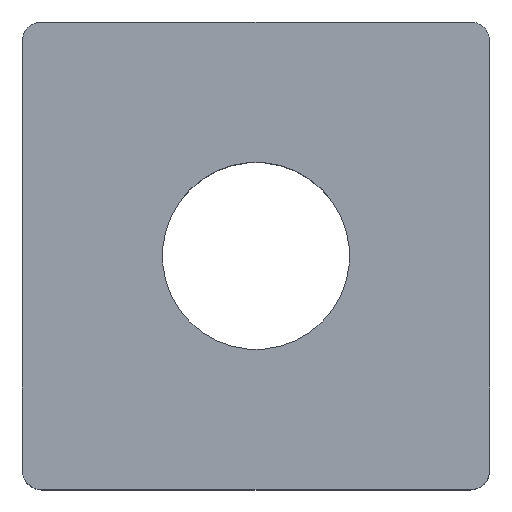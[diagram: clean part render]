
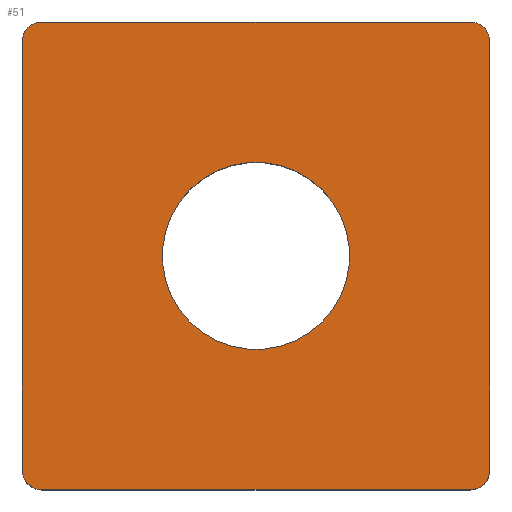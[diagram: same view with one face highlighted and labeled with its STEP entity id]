
A CAD part, top view. The second image highlights one B-rep face of the part: STEP entity #51.
In plain terms, the highlighted planar face has unit normal (0, 0, 1).
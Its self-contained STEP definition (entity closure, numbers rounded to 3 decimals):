
#51=ADVANCED_FACE('',(#69,#70),#63,.T.);
#63=PLANE('',#376);
#69=FACE_BOUND('',#73,.T.);
#70=FACE_BOUND('',#74,.T.);
#73=EDGE_LOOP('',(#87,#88,#89,#90,#91,#92,#93,#94,#95,#96));
#74=EDGE_LOOP('',(#97,#98));
#87=ORIENTED_EDGE('',*,*,#179,.F.);
#88=ORIENTED_EDGE('',*,*,#180,.F.);
#89=ORIENTED_EDGE('',*,*,#181,.F.);
#90=ORIENTED_EDGE('',*,*,#182,.F.);
#91=ORIENTED_EDGE('',*,*,#183,.F.);
#92=ORIENTED_EDGE('',*,*,#184,.F.);
#93=ORIENTED_EDGE('',*,*,#185,.F.);
#94=ORIENTED_EDGE('',*,*,#186,.F.);
#95=ORIENTED_EDGE('',*,*,#187,.F.);
#96=ORIENTED_EDGE('',*,*,#188,.F.);
#97=ORIENTED_EDGE('',*,*,#189,.F.);
#98=ORIENTED_EDGE('',*,*,#190,.F.);
#155=VERTEX_POINT('',#511);
#156=VERTEX_POINT('',#512);
#157=VERTEX_POINT('',#514);
#158=VERTEX_POINT('',#516);
#159=VERTEX_POINT('',#518);
#160=VERTEX_POINT('',#520);
#161=VERTEX_POINT('',#522);
#162=VERTEX_POINT('',#524);
#163=VERTEX_POINT('',#526);
#164=VERTEX_POINT('',#528);
#165=VERTEX_POINT('',#531);
#166=VERTEX_POINT('',#532);
#179=EDGE_CURVE('',#155,#156,#277,.T.);
#180=EDGE_CURVE('',#157,#155,#221,.T.);
#181=EDGE_CURVE('',#158,#157,#278,.T.);
#182=EDGE_CURVE('',#159,#158,#222,.T.);
#183=EDGE_CURVE('',#160,#159,#223,.T.);
#184=EDGE_CURVE('',#161,#160,#279,.T.);
#185=EDGE_CURVE('',#162,#161,#224,.T.);
#186=EDGE_CURVE('',#163,#162,#280,.T.);
#187=EDGE_CURVE('',#164,#163,#225,.T.);
#188=EDGE_CURVE('',#156,#164,#226,.T.);
#189=EDGE_CURVE('',#165,#166,#227,.T.);
#190=EDGE_CURVE('',#166,#165,#228,.T.);
#221=CIRCLE('',#368,0.4);
#222=CIRCLE('',#369,0.4);
#223=CIRCLE('',#370,0.4);
#224=CIRCLE('',#371,0.4);
#225=CIRCLE('',#372,0.4);
#226=CIRCLE('',#373,0.4);
#227=CIRCLE('',#374,1.905);
#228=CIRCLE('',#375,1.905);
#277=LINE('',#510,#299);
#278=LINE('',#515,#300);
#279=LINE('',#521,#301);
#280=LINE('',#525,#302);
#299=VECTOR('',#420,1.);
#300=VECTOR('',#423,1.);
#301=VECTOR('',#428,1.);
#302=VECTOR('',#431,1.);
#368=AXIS2_PLACEMENT_3D('',#513,#421,#422);
#369=AXIS2_PLACEMENT_3D('',#517,#424,#425);
#370=AXIS2_PLACEMENT_3D('',#519,#426,#427);
#371=AXIS2_PLACEMENT_3D('',#523,#429,#430);
#372=AXIS2_PLACEMENT_3D('',#527,#432,#433);
#373=AXIS2_PLACEMENT_3D('',#529,#434,#435);
#374=AXIS2_PLACEMENT_3D('',#530,#436,#437);
#375=AXIS2_PLACEMENT_3D('',#533,#438,#439);
#376=AXIS2_PLACEMENT_3D('',#534,#440,#441);
#420=DIRECTION('',(1.,0.,0.));
#421=DIRECTION('',(0.,0.,-1.));
#422=DIRECTION('',(-1.,0.,0.));
#423=DIRECTION('',(0.,1.,0.));
#424=DIRECTION('',(0.,0.,-1.));
#425=DIRECTION('',(-0.707,-0.707,0.));
#426=DIRECTION('',(0.,0.,-1.));
#427=DIRECTION('',(0.,-1.,0.));
#428=DIRECTION('',(-1.,0.,0.));
#429=DIRECTION('',(0.,0.,-1.));
#430=DIRECTION('',(1.,0.,0.));
#431=DIRECTION('',(0.,-1.,0.));
#432=DIRECTION('',(0.,0.,-1.));
#433=DIRECTION('',(0.707,0.707,0.));
#434=DIRECTION('',(0.,0.,-1.));
#435=DIRECTION('',(0.,1.,0.));
#436=DIRECTION('',(0.,0.,1.));
#437=DIRECTION('',(-0.707,0.707,0.));
#438=DIRECTION('',(0.,0.,1.));
#439=DIRECTION('',(0.707,-0.707,0.));
#440=DIRECTION('',(0.,0.,1.));
#441=DIRECTION('',(-0.707,-0.707,0.));
#510=CARTESIAN_POINT('',(-4.363,4.763,0.));
#511=CARTESIAN_POINT('',(-4.363,4.763,0.));
#512=CARTESIAN_POINT('',(4.363,4.763,0.));
#513=CARTESIAN_POINT('',(-4.363,4.363,0.));
#514=CARTESIAN_POINT('',(-4.763,4.363,0.));
#515=CARTESIAN_POINT('',(-4.763,-4.363,0.));
#516=CARTESIAN_POINT('',(-4.763,-4.363,0.));
#517=CARTESIAN_POINT('',(-4.363,-4.363,0.));
#518=CARTESIAN_POINT('',(-4.645,-4.645,0.));
#519=CARTESIAN_POINT('',(-4.363,-4.363,0.));
#520=CARTESIAN_POINT('',(-4.363,-4.763,0.));
#521=CARTESIAN_POINT('',(4.363,-4.763,0.));
#522=CARTESIAN_POINT('',(4.363,-4.763,0.));
#523=CARTESIAN_POINT('',(4.363,-4.363,0.));
#524=CARTESIAN_POINT('',(4.763,-4.363,0.));
#525=CARTESIAN_POINT('',(4.763,4.363,0.));
#526=CARTESIAN_POINT('',(4.763,4.363,0.));
#527=CARTESIAN_POINT('',(4.363,4.363,0.));
#528=CARTESIAN_POINT('',(4.645,4.645,0.));
#529=CARTESIAN_POINT('',(4.363,4.363,0.));
#530=CARTESIAN_POINT('',(0.,0.,0.));
#531=CARTESIAN_POINT('',(-1.347,1.347,0.));
#532=CARTESIAN_POINT('',(1.347,-1.347,0.));
#533=CARTESIAN_POINT('',(0.,0.,0.));
#534=CARTESIAN_POINT('',(0.,0.,0.));
